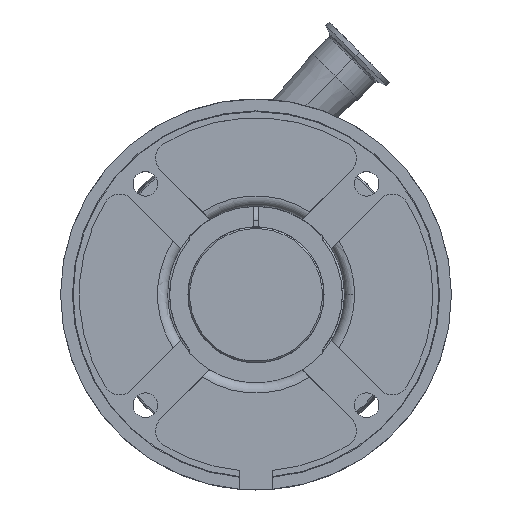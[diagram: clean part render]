
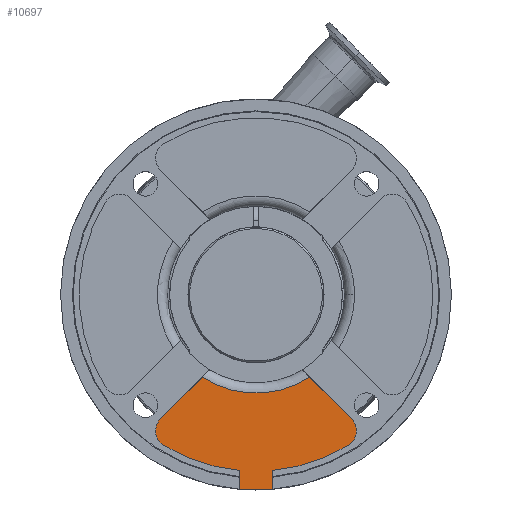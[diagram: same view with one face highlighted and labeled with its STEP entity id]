
A CAD part, top view. The second image highlights one B-rep face of the part: STEP entity #10697.
In plain terms, the highlighted planar face has unit normal (0, 0, 1).
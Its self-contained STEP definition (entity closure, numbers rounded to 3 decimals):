
#189 = EDGE_CURVE ( 'NONE', #9113, #6546, #10769, .T. ) ;
#281 = DIRECTION ( 'NONE',  ( 0., 0., 1. ) ) ;
#355 = ORIENTED_EDGE ( 'NONE', *, *, #1124, .T. ) ;
#367 = DIRECTION ( 'NONE',  ( 0., -1., 0. ) ) ;
#826 = DIRECTION ( 'NONE',  ( 0., 0., 1. ) ) ;
#970 = CARTESIAN_POINT ( 'NONE',  ( 27.292, -44.262, -12. ) ) ;
#1088 = EDGE_LOOP ( 'NONE', ( #355, #4259, #4138, #12500, #3522, #1778, #7273, #3154, #11310, #11575, #1645 ) ) ;
#1124 = EDGE_CURVE ( 'NONE', #9417, #6390, #4923, .T. ) ;
#1327 = DIRECTION ( 'NONE',  ( 1., 0., 0. ) ) ;
#1336 = EDGE_CURVE ( 'NONE', #9471, #3111, #9276, .T. ) ;
#1383 = CARTESIAN_POINT ( 'NONE',  ( 59.066, -80.178, -12. ) ) ;
#1413 = EDGE_CURVE ( 'NONE', #6390, #4063, #2641, .T. ) ;
#1527 = LINE ( 'NONE', #10264, #11854 ) ;
#1645 = ORIENTED_EDGE ( 'NONE', *, *, #2858, .T. ) ;
#1706 = VERTEX_POINT ( 'NONE', #10888 ) ;
#1712 = CARTESIAN_POINT ( 'NONE',  ( -56.137, -73.107, -12. ) ) ;
#1778 = ORIENTED_EDGE ( 'NONE', *, *, #11241, .F. ) ;
#1847 = VECTOR ( 'NONE', #3598, 1000. ) ;
#2047 = EDGE_CURVE ( 'NONE', #4063, #9471, #12702, .T. ) ;
#2247 = AXIS2_PLACEMENT_3D ( 'NONE', #6235, #281, #11869 ) ;
#2288 = AXIS2_PLACEMENT_3D ( 'NONE', #12807, #826, #8790 ) ;
#2641 = CIRCLE ( 'NONE', #11541, 58. ) ;
#2657 = AXIS2_PLACEMENT_3D ( 'NONE', #5821, #3855, #4967 ) ;
#2693 = CIRCLE ( 'NONE', #9933, 10. ) ;
#2858 = EDGE_CURVE ( 'NONE', #10505, #9417, #2693, .T. ) ;
#2914 = DIRECTION ( 'NONE',  ( -0.707, 0.707, 0. ) ) ;
#2937 = DIRECTION ( 'NONE',  ( 1., 0., 0. ) ) ;
#3111 = VERTEX_POINT ( 'NONE', #9651 ) ;
#3128 = DIRECTION ( 'NONE',  ( 0., 0., -1. ) ) ;
#3154 = ORIENTED_EDGE ( 'NONE', *, *, #3747, .F. ) ;
#3246 = PLANE ( 'NONE',  #2247 ) ;
#3382 = DIRECTION ( 'NONE',  ( 0., 0., 1. ) ) ;
#3522 = ORIENTED_EDGE ( 'NONE', *, *, #11050, .T. ) ;
#3598 = DIRECTION ( 'NONE',  ( 0., 1., 0. ) ) ;
#3659 = CARTESIAN_POINT ( 'NONE',  ( 9.75, -114.586, -12. ) ) ;
#3747 = EDGE_CURVE ( 'NONE', #9113, #8121, #1527, .T. ) ;
#3855 = DIRECTION ( 'NONE',  ( 0., 0., 1. ) ) ;
#4063 = VERTEX_POINT ( 'NONE', #11287 ) ;
#4088 = DIRECTION ( 'NONE',  ( 1., 0., 0. ) ) ;
#4116 = CIRCLE ( 'NONE', #2657, 104. ) ;
#4138 = ORIENTED_EDGE ( 'NONE', *, *, #2047, .T. ) ;
#4259 = ORIENTED_EDGE ( 'NONE', *, *, #1413, .T. ) ;
#4769 = AXIS2_PLACEMENT_3D ( 'NONE', #8373, #3382, #11285 ) ;
#4883 = CARTESIAN_POINT ( 'NONE',  ( 0., 0., -12. ) ) ;
#4923 = LINE ( 'NONE', #970, #9474 ) ;
#4967 = DIRECTION ( 'NONE',  ( 1., 0., 0. ) ) ;
#5011 = CARTESIAN_POINT ( 'NONE',  ( 0., 0., -12. ) ) ;
#5113 = DIRECTION ( 'NONE',  ( 0., 0., 1. ) ) ;
#5272 = CARTESIAN_POINT ( 'NONE',  ( -9.75, -103.542, -12. ) ) ;
#5731 = EDGE_CURVE ( 'NONE', #6546, #10505, #7255, .T. ) ;
#5821 = CARTESIAN_POINT ( 'NONE',  ( 0., 0., -12. ) ) ;
#5975 = FACE_OUTER_BOUND ( 'NONE', #1088, .T. ) ;
#6106 = CARTESIAN_POINT ( 'NONE',  ( 49.066, -80.178, -12. ) ) ;
#6235 = CARTESIAN_POINT ( 'NONE',  ( 0., 0., -12. ) ) ;
#6390 = VERTEX_POINT ( 'NONE', #6465 ) ;
#6451 = CARTESIAN_POINT ( 'NONE',  ( -9.75, -114.586, -12. ) ) ;
#6465 = CARTESIAN_POINT ( 'NONE',  ( 31.64, -48.61, -12. ) ) ;
#6546 = VERTEX_POINT ( 'NONE', #8799 ) ;
#6559 = AXIS2_PLACEMENT_3D ( 'NONE', #4883, #8837, #2937 ) ;
#6670 = DIRECTION ( 'NONE',  ( -0.707, -0.707, 0. ) ) ;
#6692 = VECTOR ( 'NONE', #6670, 1000. ) ;
#7126 = DIRECTION ( 'NONE',  ( -1., 0., 0. ) ) ;
#7255 = CIRCLE ( 'NONE', #2288, 10. ) ;
#7273 = ORIENTED_EDGE ( 'NONE', *, *, #10215, .F. ) ;
#7769 = CARTESIAN_POINT ( 'NONE',  ( -56.137, -73.107, -12. ) ) ;
#8121 = VERTEX_POINT ( 'NONE', #3659 ) ;
#8239 = AXIS2_PLACEMENT_3D ( 'NONE', #9141, #5113, #7126 ) ;
#8373 = CARTESIAN_POINT ( 'NONE',  ( 0., 0., -12. ) ) ;
#8790 = DIRECTION ( 'NONE',  ( 1., 0., 0. ) ) ;
#8799 = CARTESIAN_POINT ( 'NONE',  ( 54.285, -88.708, -12. ) ) ;
#8837 = DIRECTION ( 'NONE',  ( 0., 0., -1. ) ) ;
#8840 = CIRCLE ( 'NONE', #6559, 115. ) ;
#9113 = VERTEX_POINT ( 'NONE', #11320 ) ;
#9141 = CARTESIAN_POINT ( 'NONE',  ( -49.066, -80.178, -12. ) ) ;
#9276 = CIRCLE ( 'NONE', #8239, 10. ) ;
#9417 = VERTEX_POINT ( 'NONE', #12336 ) ;
#9471 = VERTEX_POINT ( 'NONE', #1712 ) ;
#9474 = VECTOR ( 'NONE', #2914, 1000. ) ;
#9651 = CARTESIAN_POINT ( 'NONE',  ( -54.285, -88.708, -12. ) ) ;
#9933 = AXIS2_PLACEMENT_3D ( 'NONE', #6106, #12187, #4088 ) ;
#10215 = EDGE_CURVE ( 'NONE', #8121, #1706, #8840, .T. ) ;
#10264 = CARTESIAN_POINT ( 'NONE',  ( 9.75, -103.542, -12. ) ) ;
#10505 = VERTEX_POINT ( 'NONE', #1383 ) ;
#10517 = LINE ( 'NONE', #6451, #1847 ) ;
#10697 = ADVANCED_FACE ( 'NONE', ( #5975 ), #3246, .T. ) ;
#10769 = CIRCLE ( 'NONE', #4769, 104. ) ;
#10888 = CARTESIAN_POINT ( 'NONE',  ( -9.75, -114.586, -12. ) ) ;
#10965 = VERTEX_POINT ( 'NONE', #5272 ) ;
#11050 = EDGE_CURVE ( 'NONE', #3111, #10965, #4116, .T. ) ;
#11241 = EDGE_CURVE ( 'NONE', #1706, #10965, #10517, .T. ) ;
#11285 = DIRECTION ( 'NONE',  ( 1., 0., 0. ) ) ;
#11287 = CARTESIAN_POINT ( 'NONE',  ( -31.64, -48.61, -12. ) ) ;
#11310 = ORIENTED_EDGE ( 'NONE', *, *, #189, .T. ) ;
#11320 = CARTESIAN_POINT ( 'NONE',  ( 9.75, -103.542, -12. ) ) ;
#11541 = AXIS2_PLACEMENT_3D ( 'NONE', #5011, #3128, #1327 ) ;
#11575 = ORIENTED_EDGE ( 'NONE', *, *, #5731, .T. ) ;
#11854 = VECTOR ( 'NONE', #367, 1000. ) ;
#11869 = DIRECTION ( 'NONE',  ( -1., 0., 0. ) ) ;
#12187 = DIRECTION ( 'NONE',  ( 0., 0., 1. ) ) ;
#12336 = CARTESIAN_POINT ( 'NONE',  ( 56.137, -73.107, -12. ) ) ;
#12500 = ORIENTED_EDGE ( 'NONE', *, *, #1336, .T. ) ;
#12702 = LINE ( 'NONE', #7769, #6692 ) ;
#12807 = CARTESIAN_POINT ( 'NONE',  ( 49.066, -80.178, -12. ) ) ;
